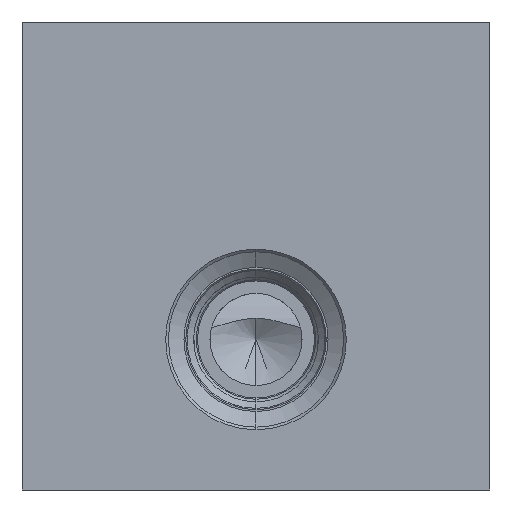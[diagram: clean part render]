
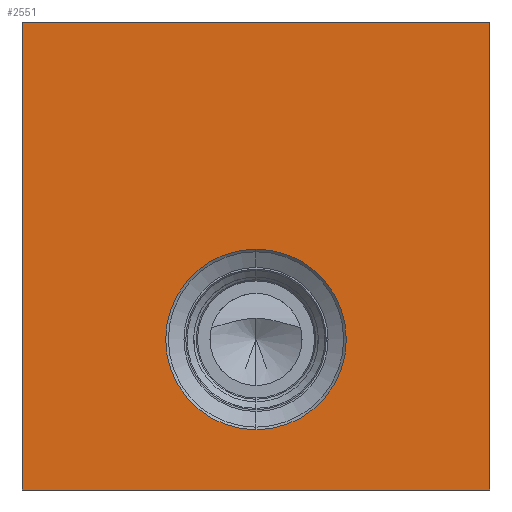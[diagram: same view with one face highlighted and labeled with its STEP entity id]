
A CAD part, front view. The second image highlights one B-rep face of the part: STEP entity #2551.
In plain terms, the highlighted planar face has unit normal (0, -1, 0).
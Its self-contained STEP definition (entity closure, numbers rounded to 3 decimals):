
#659 = VERTEX_POINT ( 'NONE', #16734 ) ;
#1875 = DIRECTION ( 'NONE',  ( 0., 0., 1. ) ) ;
#2551 = ADVANCED_FACE ( 'NONE', ( #10254, #19821 ), #4035, .F. ) ;
#2898 = DIRECTION ( 'NONE',  ( 0., 0., -1. ) ) ;
#2923 = ORIENTED_EDGE ( 'NONE', *, *, #17922, .F. ) ;
#3053 = CIRCLE ( 'NONE', #14573, 17.16 ) ;
#3950 = VECTOR ( 'NONE', #20860, 1000. ) ;
#4035 = PLANE ( 'NONE',  #20536 ) ;
#4310 = CIRCLE ( 'NONE', #10832, 17.16 ) ;
#4316 = CARTESIAN_POINT ( 'NONE',  ( 0., 0., 88.9 ) ) ;
#4565 = DIRECTION ( 'NONE',  ( 0., -1., 0. ) ) ;
#4762 = CARTESIAN_POINT ( 'NONE',  ( 44.45, 0., 11.44 ) ) ;
#4888 = CARTESIAN_POINT ( 'NONE',  ( 88.9, 0., 0. ) ) ;
#5452 = ORIENTED_EDGE ( 'NONE', *, *, #8759, .F. ) ;
#6856 = DIRECTION ( 'NONE',  ( 0., 0., 1. ) ) ;
#7137 = CARTESIAN_POINT ( 'NONE',  ( 88.9, 0., 88.9 ) ) ;
#7224 = LINE ( 'NONE', #20781, #20573 ) ;
#8759 = EDGE_CURVE ( 'NONE', #18806, #18957, #3053, .T. ) ;
#9070 = LINE ( 'NONE', #4888, #23384 ) ;
#9535 = DIRECTION ( 'NONE',  ( 0., 1., 0. ) ) ;
#9956 = VERTEX_POINT ( 'NONE', #7137 ) ;
#10254 = FACE_BOUND ( 'NONE', #21159, .T. ) ;
#10315 = VERTEX_POINT ( 'NONE', #14638 ) ;
#10832 = AXIS2_PLACEMENT_3D ( 'NONE', #24678, #20401, #12360 ) ;
#12360 = DIRECTION ( 'NONE',  ( 0., 0., -1. ) ) ;
#13526 = ORIENTED_EDGE ( 'NONE', *, *, #21642, .F. ) ;
#13596 = ORIENTED_EDGE ( 'NONE', *, *, #16810, .F. ) ;
#14573 = AXIS2_PLACEMENT_3D ( 'NONE', #20742, #4565, #18801 ) ;
#14638 = CARTESIAN_POINT ( 'NONE',  ( 88.9, 0., 0. ) ) ;
#15345 = VERTEX_POINT ( 'NONE', #25277 ) ;
#16494 = EDGE_CURVE ( 'NONE', #15345, #659, #7224, .T. ) ;
#16734 = CARTESIAN_POINT ( 'NONE',  ( 0., 0., 88.9 ) ) ;
#16810 = EDGE_CURVE ( 'NONE', #18957, #18806, #4310, .T. ) ;
#16847 = LINE ( 'NONE', #20503, #24835 ) ;
#17713 = EDGE_CURVE ( 'NONE', #9956, #10315, #9070, .T. ) ;
#17922 = EDGE_CURVE ( 'NONE', #659, #9956, #23038, .T. ) ;
#18238 = CARTESIAN_POINT ( 'NONE',  ( 44.45, 0., 45.76 ) ) ;
#18801 = DIRECTION ( 'NONE',  ( 0., 0., -1. ) ) ;
#18806 = VERTEX_POINT ( 'NONE', #18238 ) ;
#18957 = VERTEX_POINT ( 'NONE', #4762 ) ;
#19712 = CARTESIAN_POINT ( 'NONE',  ( 0., 0., 88.9 ) ) ;
#19821 = FACE_OUTER_BOUND ( 'NONE', #20538, .T. ) ;
#20401 = DIRECTION ( 'NONE',  ( 0., -1., 0. ) ) ;
#20503 = CARTESIAN_POINT ( 'NONE',  ( 0., 0., 0. ) ) ;
#20536 = AXIS2_PLACEMENT_3D ( 'NONE', #19712, #9535, #1875 ) ;
#20538 = EDGE_LOOP ( 'NONE', ( #25022, #13526, #21397, #2923 ) ) ;
#20573 = VECTOR ( 'NONE', #6856, 1000. ) ;
#20742 = CARTESIAN_POINT ( 'NONE',  ( 44.45, 0., 28.6 ) ) ;
#20781 = CARTESIAN_POINT ( 'NONE',  ( 0., 0., 0. ) ) ;
#20860 = DIRECTION ( 'NONE',  ( 1., 0., 0. ) ) ;
#21159 = EDGE_LOOP ( 'NONE', ( #13596, #5452 ) ) ;
#21397 = ORIENTED_EDGE ( 'NONE', *, *, #17713, .F. ) ;
#21642 = EDGE_CURVE ( 'NONE', #10315, #15345, #16847, .T. ) ;
#22352 = DIRECTION ( 'NONE',  ( -1., 0., 0. ) ) ;
#23038 = LINE ( 'NONE', #4316, #3950 ) ;
#23384 = VECTOR ( 'NONE', #2898, 1000. ) ;
#24678 = CARTESIAN_POINT ( 'NONE',  ( 44.45, 0., 28.6 ) ) ;
#24835 = VECTOR ( 'NONE', #22352, 1000. ) ;
#25022 = ORIENTED_EDGE ( 'NONE', *, *, #16494, .F. ) ;
#25277 = CARTESIAN_POINT ( 'NONE',  ( 0., 0., 0. ) ) ;
